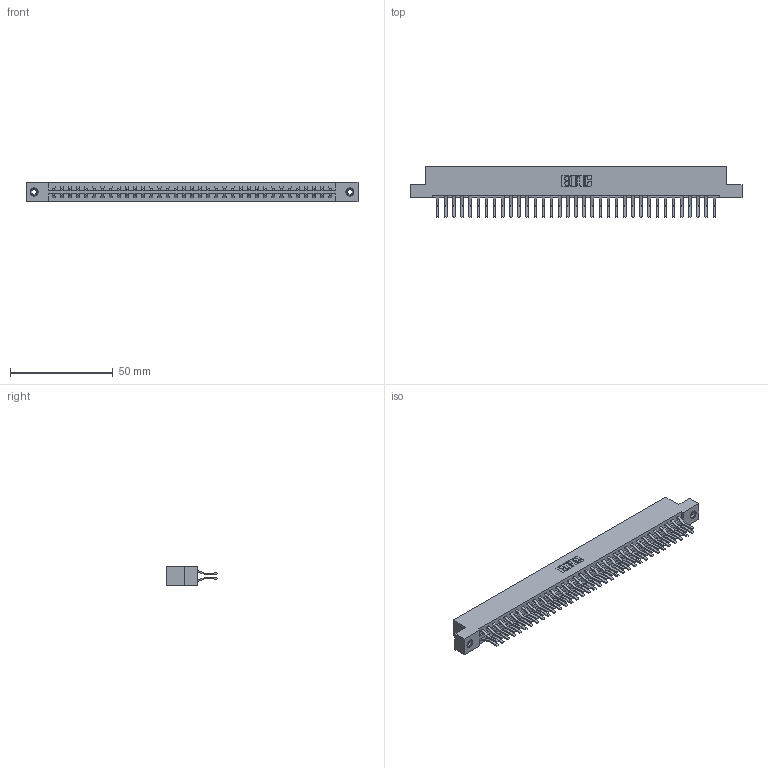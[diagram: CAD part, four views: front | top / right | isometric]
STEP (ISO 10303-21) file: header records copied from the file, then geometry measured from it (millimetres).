
FILE_DESCRIPTION (( 'STEP AP203' ), '1' );
FILE_NAME ('337-070-560-208.STEP', '2018-08-11T13:32:00', ( '' ), ( '' ), 'SwSTEP 2.0', 'SolidWorks 2016', '' );
FILE_SCHEMA (( 'CONFIG_CONTROL_DESIGN' ));
Length unit declared in the file: inch
Products named in the file (4): 345-250-001_345-250-003-102; 337-070-560-208; 337 Part_Flush Mounting Lugs - 0.156 Dia-TI; 345-292-001_560 Tail
Assembly tree (73 placements, depth 2):
  337-070-560-208
    337 Part_Flush Mounting Lugs - 0.156 Dia-TI
    345-292-001_560 Tail  x70
    345-250-001_345-250-003-102  x2
Bounding box: 161.7 x 24.78 x 9.4 mm (x, y, z)
Volume: 17400 mm3; surface area: 20954.6 mm2
Topology: 73 solids, 73 shells, 4094 faces, 12137 edges, 7990 vertices
Faces by surface type: plane 2762, cylinder 1316, cone 12, torus 4
Entity records: 29316 total; most frequent: CARTESIAN_POINT 4925, ORIENTED_EDGE 4854, DIRECTION 4237, EDGE_CURVE 2427, VECTOR 2275, LINE 2275, VERTEX_POINT 1612, AXIS2_PLACEMENT_3D 981
